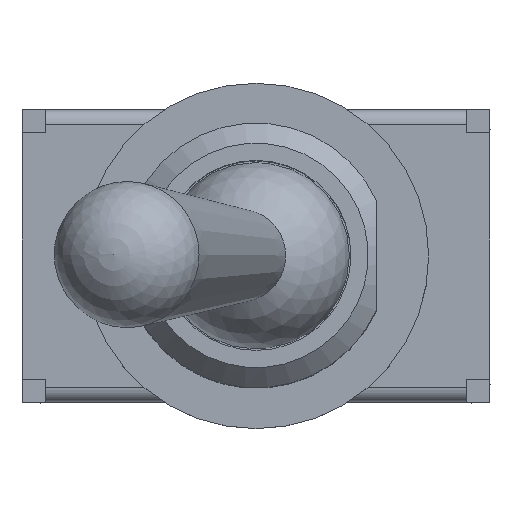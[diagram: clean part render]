
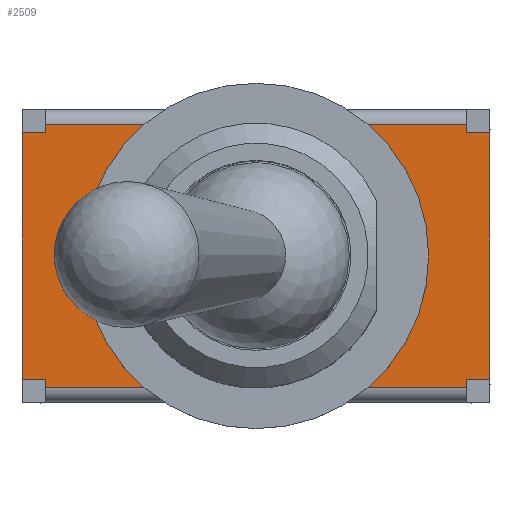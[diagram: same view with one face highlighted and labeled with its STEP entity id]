
A CAD part, top view. The second image highlights one B-rep face of the part: STEP entity #2509.
In plain terms, the highlighted planar face has unit normal (0, 0, 1).
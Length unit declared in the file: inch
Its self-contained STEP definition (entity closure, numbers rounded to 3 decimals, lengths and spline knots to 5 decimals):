
#168=PLANE('',#2692);
#315=LINE('',#3689,#582);
#319=LINE('',#3698,#586);
#323=LINE('',#3707,#590);
#327=LINE('',#3716,#594);
#330=LINE('',#3720,#597);
#331=LINE('',#3722,#598);
#340=LINE('',#3743,#607);
#350=LINE('',#3767,#617);
#363=LINE('',#3793,#630);
#370=LINE('',#3806,#637);
#378=LINE('',#3821,#645);
#380=LINE('',#3824,#647);
#582=VECTOR('',#3033,0.3937);
#586=VECTOR('',#3039,0.3937);
#590=VECTOR('',#3045,0.3937);
#594=VECTOR('',#3051,0.3937);
#597=VECTOR('',#3056,0.3937);
#598=VECTOR('',#3059,0.3937);
#607=VECTOR('',#3076,0.3937);
#617=VECTOR('',#3092,0.3937);
#630=VECTOR('',#3111,0.3937);
#637=VECTOR('',#3124,0.3937);
#645=VECTOR('',#3138,0.3937);
#647=VECTOR('',#3142,0.3937);
#833=FACE_OUTER_BOUND('',#975,.T.);
#975=EDGE_LOOP('',(#2124,#2125,#2126,#2127,#2128,#2129,#2130,#2131,#2132,
#2133,#2134,#2135));
#1174=VERTEX_POINT('',#3686);
#1175=VERTEX_POINT('',#3688);
#1178=VERTEX_POINT('',#3695);
#1179=VERTEX_POINT('',#3697);
#1182=VERTEX_POINT('',#3704);
#1183=VERTEX_POINT('',#3706);
#1186=VERTEX_POINT('',#3713);
#1187=VERTEX_POINT('',#3715);
#1192=VERTEX_POINT('',#3736);
#1195=VERTEX_POINT('',#3741);
#1205=VERTEX_POINT('',#3764);
#1206=VERTEX_POINT('',#3766);
#1463=EDGE_CURVE('',#1175,#1174,#315,.T.);
#1467=EDGE_CURVE('',#1179,#1178,#319,.T.);
#1471=EDGE_CURVE('',#1183,#1182,#323,.T.);
#1475=EDGE_CURVE('',#1187,#1186,#327,.T.);
#1478=EDGE_CURVE('',#1183,#1174,#330,.T.);
#1479=EDGE_CURVE('',#1179,#1186,#331,.T.);
#1490=EDGE_CURVE('',#1195,#1192,#340,.T.);
#1501=EDGE_CURVE('',#1205,#1206,#350,.T.);
#1515=EDGE_CURVE('',#1178,#1206,#363,.T.);
#1522=EDGE_CURVE('',#1195,#1187,#370,.T.);
#1530=EDGE_CURVE('',#1205,#1175,#378,.T.);
#1532=EDGE_CURVE('',#1182,#1192,#380,.T.);
#2124=ORIENTED_EDGE('',*,*,#1463,.T.);
#2125=ORIENTED_EDGE('',*,*,#1478,.F.);
#2126=ORIENTED_EDGE('',*,*,#1471,.T.);
#2127=ORIENTED_EDGE('',*,*,#1532,.T.);
#2128=ORIENTED_EDGE('',*,*,#1490,.F.);
#2129=ORIENTED_EDGE('',*,*,#1522,.T.);
#2130=ORIENTED_EDGE('',*,*,#1475,.T.);
#2131=ORIENTED_EDGE('',*,*,#1479,.F.);
#2132=ORIENTED_EDGE('',*,*,#1467,.T.);
#2133=ORIENTED_EDGE('',*,*,#1515,.T.);
#2134=ORIENTED_EDGE('',*,*,#1501,.F.);
#2135=ORIENTED_EDGE('',*,*,#1530,.T.);
#2509=ADVANCED_FACE('',(#833),#168,.T.);
#2692=AXIS2_PLACEMENT_3D('',#3862,#3183,#3184);
#3033=DIRECTION('',(1.,0.,0.));
#3039=DIRECTION('',(1.,0.,0.));
#3045=DIRECTION('',(-1.,0.,0.));
#3051=DIRECTION('',(-1.,0.,0.));
#3056=DIRECTION('',(0.,-1.,0.));
#3059=DIRECTION('',(0.,1.,0.));
#3076=DIRECTION('',(1.,0.,0.));
#3092=DIRECTION('',(-1.,0.,0.));
#3111=DIRECTION('',(0.,-1.,0.));
#3124=DIRECTION('',(0.,-1.,0.));
#3138=DIRECTION('',(0.,1.,0.));
#3142=DIRECTION('',(0.,1.,0.));
#3183=DIRECTION('center_axis',(0.,0.,
1.));
#3184=DIRECTION('ref_axis',(1.,0.,0.));
#3686=CARTESIAN_POINT('',(0.16004,-0.08425,0.28858));
#3688=CARTESIAN_POINT('',(0.1437,-0.08425,0.28858));
#3689=CARTESIAN_POINT('',(0.07185,-0.08425,0.28858));
#3695=CARTESIAN_POINT('',(-0.1437,-0.08425,0.28858));
#3697=CARTESIAN_POINT('',(-0.16004,-0.08425,0.28858));
#3698=CARTESIAN_POINT('',(-0.08002,-0.08425,0.28858));
#3704=CARTESIAN_POINT('',(0.1437,0.08425,0.28858));
#3706=CARTESIAN_POINT('',(0.16004,0.08425,0.28858));
#3707=CARTESIAN_POINT('',(0.08002,0.08425,0.28858));
#3713=CARTESIAN_POINT('',(-0.16004,0.08425,0.28858));
#3715=CARTESIAN_POINT('',(-0.1437,0.08425,0.28858));
#3716=CARTESIAN_POINT('',(-0.07185,0.08425,0.28858));
#3720=CARTESIAN_POINT('',(0.16004,0.1,0.28858));
#3722=CARTESIAN_POINT('',(-0.16004,-0.1,0.28858));
#3736=CARTESIAN_POINT('',(0.1437,0.09016,0.28858));
#3741=CARTESIAN_POINT('',(-0.1437,0.09016,0.28858));
#3743=CARTESIAN_POINT('',(-0.08002,0.09016,0.28858));
#3764=CARTESIAN_POINT('',(0.1437,-0.09016,0.28858));
#3766=CARTESIAN_POINT('',(-0.1437,-0.09016,0.28858));
#3767=CARTESIAN_POINT('',(0.08002,-0.09016,0.28858));
#3793=CARTESIAN_POINT('',(-0.1437,-0.04213,0.28858));
#3806=CARTESIAN_POINT('',(-0.1437,0.05,0.28858));
#3821=CARTESIAN_POINT('',(0.1437,-0.05,0.28858));
#3824=CARTESIAN_POINT('',(0.1437,0.04213,0.28858));
#3862=CARTESIAN_POINT('Origin',(0.,0.,
0.28858));
